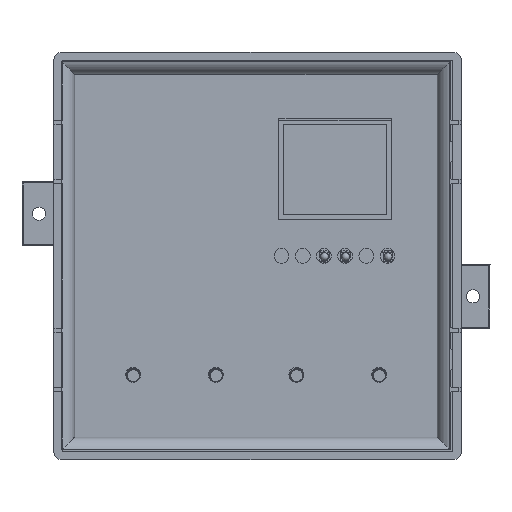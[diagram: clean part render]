
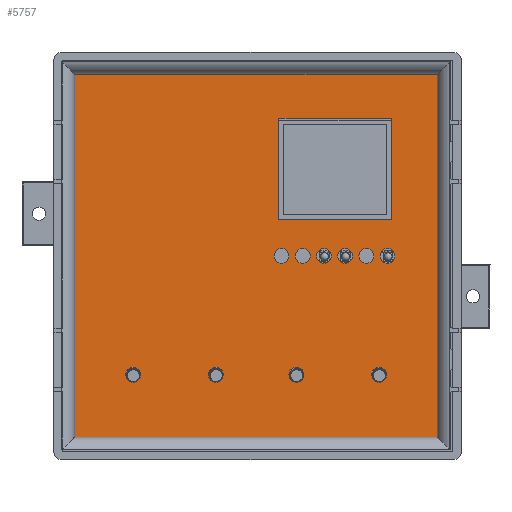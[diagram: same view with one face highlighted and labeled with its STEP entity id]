
A CAD part, top view. The second image highlights one B-rep face of the part: STEP entity #5757.
In plain terms, the highlighted planar face has unit normal (0, 0, 1).
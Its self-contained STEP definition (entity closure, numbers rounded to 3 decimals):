
#743=CIRCLE('',#54127,1.75);
#744=CIRCLE('',#54128,1.75);
#745=CIRCLE('',#54129,1.75);
#746=CIRCLE('',#54130,1.75);
#747=CIRCLE('',#54131,1.75);
#748=CIRCLE('',#54132,1.75);
#749=CIRCLE('',#54133,1.75);
#750=CIRCLE('',#54134,1.75);
#751=CIRCLE('',#54135,1.75);
#752=CIRCLE('',#54136,1.75);
#1813=FACE_BOUND('',#11276,.T.);
#1814=FACE_BOUND('',#11277,.T.);
#1815=FACE_BOUND('',#11278,.T.);
#1816=FACE_BOUND('',#11279,.T.);
#1817=FACE_BOUND('',#11280,.T.);
#1818=FACE_BOUND('',#11281,.T.);
#1819=FACE_BOUND('',#11282,.T.);
#1820=FACE_BOUND('',#11283,.T.);
#1821=FACE_BOUND('',#11284,.T.);
#1822=FACE_BOUND('',#11285,.T.);
#1823=FACE_BOUND('',#11286,.T.);
#1824=FACE_BOUND('',#11287,.T.);
#5757=ADVANCED_FACE('',(#1813,#1814,#1815,#1816,#1817,#1818,#1819,#1820,
#1821,#1822,#1823,#1824),#7511,.T.);
#7511=PLANE('',#54137);
#11276=EDGE_LOOP('',(#18637));
#11277=EDGE_LOOP('',(#18638));
#11278=EDGE_LOOP('',(#18639));
#11279=EDGE_LOOP('',(#18640));
#11280=EDGE_LOOP('',(#18641));
#11281=EDGE_LOOP('',(#18642));
#11282=EDGE_LOOP('',(#18643,#18644,#18645,#18646));
#11283=EDGE_LOOP('',(#18647));
#11284=EDGE_LOOP('',(#18648));
#11285=EDGE_LOOP('',(#18649));
#11286=EDGE_LOOP('',(#18650));
#11287=EDGE_LOOP('',(#18651,#18652,#18653,#18654));
#18637=ORIENTED_EDGE('',*,*,#35198,.F.);
#18638=ORIENTED_EDGE('',*,*,#35199,.F.);
#18639=ORIENTED_EDGE('',*,*,#35200,.F.);
#18640=ORIENTED_EDGE('',*,*,#35201,.F.);
#18641=ORIENTED_EDGE('',*,*,#35202,.F.);
#18642=ORIENTED_EDGE('',*,*,#35203,.F.);
#18643=ORIENTED_EDGE('',*,*,#35204,.F.);
#18644=ORIENTED_EDGE('',*,*,#35205,.F.);
#18645=ORIENTED_EDGE('',*,*,#35206,.F.);
#18646=ORIENTED_EDGE('',*,*,#35207,.F.);
#18647=ORIENTED_EDGE('',*,*,#35208,.F.);
#18648=ORIENTED_EDGE('',*,*,#35209,.F.);
#18649=ORIENTED_EDGE('',*,*,#35210,.F.);
#18650=ORIENTED_EDGE('',*,*,#35211,.F.);
#18651=ORIENTED_EDGE('',*,*,#35196,.T.);
#18652=ORIENTED_EDGE('',*,*,#35212,.T.);
#18653=ORIENTED_EDGE('',*,*,#35193,.T.);
#18654=ORIENTED_EDGE('',*,*,#35213,.T.);
#27595=VERTEX_POINT('',#87077);
#27596=VERTEX_POINT('',#87079);
#27597=VERTEX_POINT('',#87083);
#27598=VERTEX_POINT('',#87085);
#27599=VERTEX_POINT('',#87089);
#27600=VERTEX_POINT('',#87091);
#27601=VERTEX_POINT('',#87093);
#27602=VERTEX_POINT('',#87095);
#27603=VERTEX_POINT('',#87097);
#27604=VERTEX_POINT('',#87099);
#27605=VERTEX_POINT('',#87101);
#27606=VERTEX_POINT('',#87102);
#27607=VERTEX_POINT('',#87104);
#27608=VERTEX_POINT('',#87106);
#27609=VERTEX_POINT('',#87109);
#27610=VERTEX_POINT('',#87111);
#27611=VERTEX_POINT('',#87113);
#27612=VERTEX_POINT('',#87115);
#35193=EDGE_CURVE('',#27596,#27595,#42518,.T.);
#35196=EDGE_CURVE('',#27598,#27597,#42521,.T.);
#35198=EDGE_CURVE('',#27599,#27599,#743,.T.);
#35199=EDGE_CURVE('',#27600,#27600,#744,.T.);
#35200=EDGE_CURVE('',#27601,#27601,#745,.T.);
#35201=EDGE_CURVE('',#27602,#27602,#746,.T.);
#35202=EDGE_CURVE('',#27603,#27603,#747,.T.);
#35203=EDGE_CURVE('',#27604,#27604,#748,.T.);
#35204=EDGE_CURVE('',#27605,#27606,#42523,.T.);
#35205=EDGE_CURVE('',#27607,#27605,#42524,.T.);
#35206=EDGE_CURVE('',#27608,#27607,#42525,.T.);
#35207=EDGE_CURVE('',#27606,#27608,#42526,.T.);
#35208=EDGE_CURVE('',#27609,#27609,#749,.T.);
#35209=EDGE_CURVE('',#27610,#27610,#750,.T.);
#35210=EDGE_CURVE('',#27611,#27611,#751,.T.);
#35211=EDGE_CURVE('',#27612,#27612,#752,.T.);
#35212=EDGE_CURVE('',#27597,#27596,#42527,.T.);
#35213=EDGE_CURVE('',#27595,#27598,#42528,.T.);
#42518=LINE('',#87078,#49080);
#42521=LINE('',#87084,#49083);
#42523=LINE('',#87100,#49085);
#42524=LINE('',#87103,#49086);
#42525=LINE('',#87105,#49087);
#42526=LINE('',#87107,#49088);
#42527=LINE('',#87116,#49089);
#42528=LINE('',#87117,#49090);
#49080=VECTOR('',#62301,1.);
#49083=VECTOR('',#62306,1.);
#49085=VECTOR('',#62322,1.);
#49086=VECTOR('',#62323,1.);
#49087=VECTOR('',#62324,1.);
#49088=VECTOR('',#62325,1.);
#49089=VECTOR('',#62334,1.);
#49090=VECTOR('',#62335,1.);
#54127=AXIS2_PLACEMENT_3D('',#87088,#62310,#62311);
#54128=AXIS2_PLACEMENT_3D('',#87090,#62312,#62313);
#54129=AXIS2_PLACEMENT_3D('',#87092,#62314,#62315);
#54130=AXIS2_PLACEMENT_3D('',#87094,#62316,#62317);
#54131=AXIS2_PLACEMENT_3D('',#87096,#62318,#62319);
#54132=AXIS2_PLACEMENT_3D('',#87098,#62320,#62321);
#54133=AXIS2_PLACEMENT_3D('',#87108,#62326,#62327);
#54134=AXIS2_PLACEMENT_3D('',#87110,#62328,#62329);
#54135=AXIS2_PLACEMENT_3D('',#87112,#62330,#62331);
#54136=AXIS2_PLACEMENT_3D('',#87114,#62332,#62333);
#54137=AXIS2_PLACEMENT_3D('',#87118,#62336,#62337);
#62301=DIRECTION('',(0.,1.,0.));
#62306=DIRECTION('',(0.,-1.,0.));
#62310=DIRECTION('',(0.,0.,1.));
#62311=DIRECTION('',(0.,-1.,0.));
#62312=DIRECTION('',(0.,0.,1.));
#62313=DIRECTION('',(0.,-1.,0.));
#62314=DIRECTION('',(0.,0.,1.));
#62315=DIRECTION('',(0.,-1.,0.));
#62316=DIRECTION('',(0.,0.,1.));
#62317=DIRECTION('',(0.,-1.,0.));
#62318=DIRECTION('',(0.,0.,1.));
#62319=DIRECTION('',(0.,-1.,0.));
#62320=DIRECTION('',(0.,0.,1.));
#62321=DIRECTION('',(0.,-1.,0.));
#62322=DIRECTION('',(0.,1.,0.));
#62323=DIRECTION('',(1.,0.,0.));
#62324=DIRECTION('',(0.,-1.,0.));
#62325=DIRECTION('',(-1.,0.,0.));
#62326=DIRECTION('',(0.,0.,1.));
#62327=DIRECTION('',(0.,-1.,0.));
#62328=DIRECTION('',(0.,0.,1.));
#62329=DIRECTION('',(0.,-1.,0.));
#62330=DIRECTION('',(0.,0.,1.));
#62331=DIRECTION('',(0.,-1.,0.));
#62332=DIRECTION('',(0.,0.,1.));
#62333=DIRECTION('',(0.,-1.,0.));
#62334=DIRECTION('',(1.,0.,0.));
#62335=DIRECTION('',(-1.,0.,0.));
#62336=DIRECTION('',(0.,0.,1.));
#62337=DIRECTION('',(0.,-1.,0.));
#87077=CARTESIAN_POINT('',(9.159,-81.102,53.621));
#87078=CARTESIAN_POINT('',(9.159,-172.602,53.621));
#87079=CARTESIAN_POINT('',(9.159,-172.602,53.621));
#87083=CARTESIAN_POINT('',(-82.341,-172.602,53.621));
#87084=CARTESIAN_POINT('',(-82.341,-81.102,53.621));
#87085=CARTESIAN_POINT('',(-82.341,-81.102,53.621));
#87088=CARTESIAN_POINT('',(-30.591,-126.852,53.621));
#87089=CARTESIAN_POINT('',(-30.591,-128.602,53.621));
#87090=CARTESIAN_POINT('',(-25.591,-126.852,53.621));
#87091=CARTESIAN_POINT('',(-25.591,-128.602,53.621));
#87092=CARTESIAN_POINT('',(-20.591,-126.852,53.621));
#87093=CARTESIAN_POINT('',(-20.591,-128.602,53.621));
#87094=CARTESIAN_POINT('',(-15.591,-126.852,53.621));
#87095=CARTESIAN_POINT('',(-15.591,-128.602,53.621));
#87096=CARTESIAN_POINT('',(-10.591,-126.852,53.621));
#87097=CARTESIAN_POINT('',(-10.591,-128.602,53.621));
#87098=CARTESIAN_POINT('',(-5.591,-126.852,53.621));
#87099=CARTESIAN_POINT('',(-5.591,-128.602,53.621));
#87100=CARTESIAN_POINT('',(-4.591,-118.352,53.621));
#87101=CARTESIAN_POINT('',(-4.591,-118.352,53.621));
#87102=CARTESIAN_POINT('',(-4.591,-94.352,53.621));
#87103=CARTESIAN_POINT('',(-31.191,-118.352,53.621));
#87104=CARTESIAN_POINT('',(-31.191,-118.352,53.621));
#87105=CARTESIAN_POINT('',(-31.191,-94.352,53.621));
#87106=CARTESIAN_POINT('',(-31.191,-94.352,53.621));
#87107=CARTESIAN_POINT('',(-4.591,-94.352,53.621));
#87108=CARTESIAN_POINT('',(-65.591,-154.852,53.621));
#87109=CARTESIAN_POINT('',(-65.591,-156.602,53.621));
#87110=CARTESIAN_POINT('',(-46.091,-154.852,53.621));
#87111=CARTESIAN_POINT('',(-46.091,-156.602,53.621));
#87112=CARTESIAN_POINT('',(-27.091,-154.852,53.621));
#87113=CARTESIAN_POINT('',(-27.091,-156.602,53.621));
#87114=CARTESIAN_POINT('',(-7.591,-154.852,53.621));
#87115=CARTESIAN_POINT('',(-7.591,-156.602,53.621));
#87116=CARTESIAN_POINT('',(-82.341,-172.602,53.621));
#87117=CARTESIAN_POINT('',(9.159,-81.102,53.621));
#87118=CARTESIAN_POINT('',(-36.591,-126.852,53.621));
